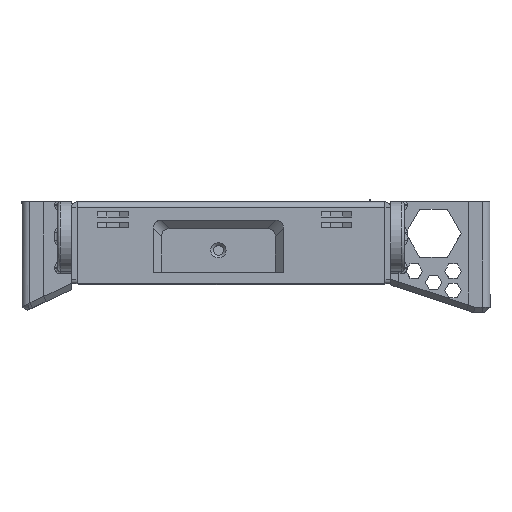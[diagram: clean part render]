
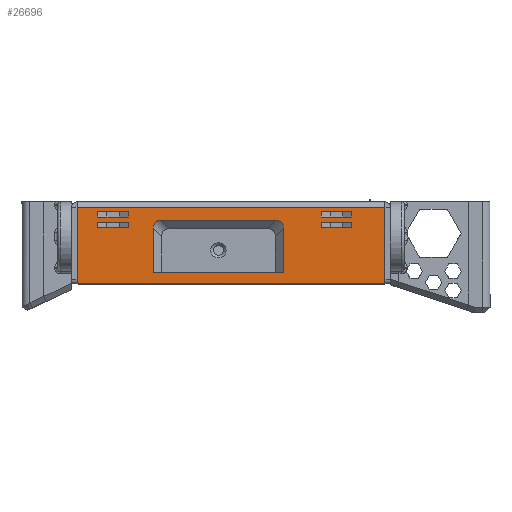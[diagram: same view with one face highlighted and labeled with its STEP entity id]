
A CAD part, front view. The second image highlights one B-rep face of the part: STEP entity #26696.
In plain terms, the highlighted face is planar.
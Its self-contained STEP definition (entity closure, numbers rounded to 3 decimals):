
#40=ELLIPSE('',#29030,6.928,4.);
#41=ELLIPSE('',#29031,6.928,4.);
#2563=FACE_BOUND('',#5188,.T.);
#2564=FACE_BOUND('',#5189,.T.);
#2565=FACE_BOUND('',#5190,.T.);
#2566=FACE_BOUND('',#5191,.T.);
#2567=FACE_BOUND('',#5192,.T.);
#3529=FACE_OUTER_BOUND('',#5187,.T.);
#5187=EDGE_LOOP('',(#22006,#22007,#22008,#22009));
#5188=EDGE_LOOP('',(#22010,#22011,#22012,#22013));
#5189=EDGE_LOOP('',(#22014,#22015,#22016,#22017));
#5190=EDGE_LOOP('',(#22018,#22019,#22020,#22021));
#5191=EDGE_LOOP('',(#22022,#22023,#22024,#22025));
#5192=EDGE_LOOP('',(#22026,#22027,#22028,#22029,#22030,#22031));
#7403=LINE('',#55390,#9843);
#7404=LINE('',#55393,#9844);
#7405=LINE('',#55397,#9845);
#7410=LINE('',#55407,#9850);
#7412=LINE('',#55412,#9852);
#7413=LINE('',#55414,#9853);
#7414=LINE('',#55416,#9854);
#7415=LINE('',#55417,#9855);
#7416=LINE('',#55420,#9856);
#7417=LINE('',#55422,#9857);
#7418=LINE('',#55424,#9858);
#7419=LINE('',#55425,#9859);
#7420=LINE('',#55428,#9860);
#7421=LINE('',#55430,#9861);
#7422=LINE('',#55432,#9862);
#7423=LINE('',#55433,#9863);
#7424=LINE('',#55436,#9864);
#7425=LINE('',#55438,#9865);
#7426=LINE('',#55440,#9866);
#7427=LINE('',#55441,#9867);
#7428=LINE('',#55444,#9868);
#7429=LINE('',#55446,#9869);
#7430=LINE('',#55448,#9870);
#7431=LINE('',#55452,#9871);
#9843=VECTOR('',#34620,1.);
#9844=VECTOR('',#34623,1.);
#9845=VECTOR('',#34628,1.);
#9850=VECTOR('',#34639,1.);
#9852=VECTOR('',#34643,1.);
#9853=VECTOR('',#34644,1.);
#9854=VECTOR('',#34645,1.);
#9855=VECTOR('',#34646,1.);
#9856=VECTOR('',#34647,1.);
#9857=VECTOR('',#34648,1.);
#9858=VECTOR('',#34649,1.);
#9859=VECTOR('',#34650,1.);
#9860=VECTOR('',#34651,1.);
#9861=VECTOR('',#34652,1.);
#9862=VECTOR('',#34653,1.);
#9863=VECTOR('',#34654,1.);
#9864=VECTOR('',#34655,1.);
#9865=VECTOR('',#34656,1.);
#9866=VECTOR('',#34657,1.);
#9867=VECTOR('',#34658,1.);
#9868=VECTOR('',#34659,1.);
#9869=VECTOR('',#34660,1.);
#9870=VECTOR('',#34661,1.);
#9871=VECTOR('',#34664,1.);
#12312=VERTEX_POINT('',#55381);
#12315=VERTEX_POINT('',#55388);
#12316=VERTEX_POINT('',#55392);
#12317=VERTEX_POINT('',#55396);
#12320=VERTEX_POINT('',#55410);
#12321=VERTEX_POINT('',#55411);
#12322=VERTEX_POINT('',#55413);
#12323=VERTEX_POINT('',#55415);
#12324=VERTEX_POINT('',#55418);
#12325=VERTEX_POINT('',#55419);
#12326=VERTEX_POINT('',#55421);
#12327=VERTEX_POINT('',#55423);
#12328=VERTEX_POINT('',#55426);
#12329=VERTEX_POINT('',#55427);
#12330=VERTEX_POINT('',#55429);
#12331=VERTEX_POINT('',#55431);
#12332=VERTEX_POINT('',#55434);
#12333=VERTEX_POINT('',#55435);
#12334=VERTEX_POINT('',#55437);
#12335=VERTEX_POINT('',#55439);
#12336=VERTEX_POINT('',#55442);
#12337=VERTEX_POINT('',#55443);
#12338=VERTEX_POINT('',#55445);
#12339=VERTEX_POINT('',#55447);
#12340=VERTEX_POINT('',#55449);
#12341=VERTEX_POINT('',#55451);
#15688=EDGE_CURVE('',#12315,#12312,#7403,.T.);
#15689=EDGE_CURVE('',#12312,#12316,#7404,.T.);
#15691=EDGE_CURVE('',#12317,#12316,#7405,.T.);
#15697=EDGE_CURVE('',#12317,#12315,#7410,.T.);
#15699=EDGE_CURVE('',#12320,#12321,#7412,.T.);
#15700=EDGE_CURVE('',#12320,#12322,#7413,.T.);
#15701=EDGE_CURVE('',#12323,#12322,#7414,.T.);
#15702=EDGE_CURVE('',#12323,#12321,#7415,.T.);
#15703=EDGE_CURVE('',#12324,#12325,#7416,.T.);
#15704=EDGE_CURVE('',#12324,#12326,#7417,.T.);
#15705=EDGE_CURVE('',#12327,#12326,#7418,.T.);
#15706=EDGE_CURVE('',#12327,#12325,#7419,.T.);
#15707=EDGE_CURVE('',#12328,#12329,#7420,.T.);
#15708=EDGE_CURVE('',#12328,#12330,#7421,.T.);
#15709=EDGE_CURVE('',#12331,#12330,#7422,.T.);
#15710=EDGE_CURVE('',#12331,#12329,#7423,.T.);
#15711=EDGE_CURVE('',#12332,#12333,#7424,.T.);
#15712=EDGE_CURVE('',#12332,#12334,#7425,.T.);
#15713=EDGE_CURVE('',#12335,#12334,#7426,.T.);
#15714=EDGE_CURVE('',#12335,#12333,#7427,.T.);
#15715=EDGE_CURVE('',#12336,#12337,#7428,.T.);
#15716=EDGE_CURVE('',#12336,#12338,#7429,.T.);
#15717=EDGE_CURVE('',#12339,#12338,#7430,.T.);
#15718=EDGE_CURVE('',#12339,#12340,#40,.T.);
#15719=EDGE_CURVE('',#12341,#12340,#7431,.T.);
#15720=EDGE_CURVE('',#12341,#12337,#41,.T.);
#22006=ORIENTED_EDGE('',*,*,#15689,.F.);
#22007=ORIENTED_EDGE('',*,*,#15688,.F.);
#22008=ORIENTED_EDGE('',*,*,#15697,.F.);
#22009=ORIENTED_EDGE('',*,*,#15691,.T.);
#22010=ORIENTED_EDGE('',*,*,#15699,.F.);
#22011=ORIENTED_EDGE('',*,*,#15700,.T.);
#22012=ORIENTED_EDGE('',*,*,#15701,.F.);
#22013=ORIENTED_EDGE('',*,*,#15702,.T.);
#22014=ORIENTED_EDGE('',*,*,#15703,.F.);
#22015=ORIENTED_EDGE('',*,*,#15704,.T.);
#22016=ORIENTED_EDGE('',*,*,#15705,.F.);
#22017=ORIENTED_EDGE('',*,*,#15706,.T.);
#22018=ORIENTED_EDGE('',*,*,#15707,.F.);
#22019=ORIENTED_EDGE('',*,*,#15708,.T.);
#22020=ORIENTED_EDGE('',*,*,#15709,.F.);
#22021=ORIENTED_EDGE('',*,*,#15710,.T.);
#22022=ORIENTED_EDGE('',*,*,#15711,.F.);
#22023=ORIENTED_EDGE('',*,*,#15712,.T.);
#22024=ORIENTED_EDGE('',*,*,#15713,.F.);
#22025=ORIENTED_EDGE('',*,*,#15714,.T.);
#22026=ORIENTED_EDGE('',*,*,#15715,.F.);
#22027=ORIENTED_EDGE('',*,*,#15716,.T.);
#22028=ORIENTED_EDGE('',*,*,#15717,.F.);
#22029=ORIENTED_EDGE('',*,*,#15718,.T.);
#22030=ORIENTED_EDGE('',*,*,#15719,.F.);
#22031=ORIENTED_EDGE('',*,*,#15720,.T.);
#25546=PLANE('',#29029);
#26696=ADVANCED_FACE('',(#3529,#2563,#2564,#2565,#2566,#2567),#25546,.T.);
#29029=AXIS2_PLACEMENT_3D('',#55409,#34641,#34642);
#29030=AXIS2_PLACEMENT_3D('',#55450,#34662,#34663);
#29031=AXIS2_PLACEMENT_3D('',#55453,#34665,#34666);
#34620=DIRECTION('',(0.,0.,-1.));
#34623=DIRECTION('',(0.,-1.,0.));
#34628=DIRECTION('',(0.,0.,-1.));
#34639=DIRECTION('',(0.,1.,0.));
#34641=DIRECTION('center_axis',(1.,0.,0.));
#34642=DIRECTION('ref_axis',(0.,0.,-1.));
#34643=DIRECTION('',(0.,-1.,0.));
#34644=DIRECTION('',(0.,0.,-1.));
#34645=DIRECTION('',(0.,1.,0.));
#34646=DIRECTION('',(0.,0.,1.));
#34647=DIRECTION('',(0.,-1.,0.));
#34648=DIRECTION('',(0.,0.,-1.));
#34649=DIRECTION('',(0.,1.,0.));
#34650=DIRECTION('',(0.,0.,1.));
#34651=DIRECTION('',(0.,-1.,0.));
#34652=DIRECTION('',(0.,0.,-1.));
#34653=DIRECTION('',(0.,1.,0.));
#34654=DIRECTION('',(0.,0.,1.));
#34655=DIRECTION('',(0.,-1.,0.));
#34656=DIRECTION('',(0.,0.,-1.));
#34657=DIRECTION('',(0.,1.,0.));
#34658=DIRECTION('',(0.,0.,1.));
#34659=DIRECTION('',(0.,0.,-1.));
#34660=DIRECTION('',(0.,1.,0.));
#34661=DIRECTION('',(0.,0.,1.));
#34662=DIRECTION('center_axis',(-1.,0.,0.));
#34663=DIRECTION('ref_axis',(0.,0.707,-0.707));
#34664=DIRECTION('',(0.,1.,0.));
#34665=DIRECTION('center_axis',(-1.,0.,0.));
#34666=DIRECTION('ref_axis',(0.,-0.707,-0.707));
#55381=CARTESIAN_POINT('',(263.078,285.192,3.6));
#55388=CARTESIAN_POINT('',(263.078,285.192,31.));
#55390=CARTESIAN_POINT('',(263.078,285.192,1.5));
#55392=CARTESIAN_POINT('',(263.078,174.392,3.6));
#55393=CARTESIAN_POINT('',(263.078,-140.208,3.6));
#55396=CARTESIAN_POINT('',(263.078,174.392,31.));
#55397=CARTESIAN_POINT('',(263.078,174.392,1.5));
#55407=CARTESIAN_POINT('',(263.078,-140.208,31.));
#55409=CARTESIAN_POINT('Origin',(263.078,224.064,21.763));
#55410=CARTESIAN_POINT('',(263.078,197.323,7.));
#55411=CARTESIAN_POINT('',(263.078,186.261,7.));
#55412=CARTESIAN_POINT('',(263.078,400.208,7.));
#55413=CARTESIAN_POINT('',(263.078,197.323,5.));
#55414=CARTESIAN_POINT('',(263.078,197.323,21.239));
#55415=CARTESIAN_POINT('',(263.078,186.261,5.));
#55416=CARTESIAN_POINT('',(263.078,400.208,5.));
#55417=CARTESIAN_POINT('',(263.078,186.261,21.239));
#55418=CARTESIAN_POINT('',(263.078,277.823,10.8));
#55419=CARTESIAN_POINT('',(263.078,266.761,10.8));
#55420=CARTESIAN_POINT('',(263.078,480.708,10.8));
#55421=CARTESIAN_POINT('',(263.078,277.823,8.8));
#55422=CARTESIAN_POINT('',(263.078,277.823,21.239));
#55423=CARTESIAN_POINT('',(263.078,266.761,8.8));
#55424=CARTESIAN_POINT('',(263.078,480.708,8.8));
#55425=CARTESIAN_POINT('',(263.078,266.761,21.239));
#55426=CARTESIAN_POINT('',(263.078,277.823,7.));
#55427=CARTESIAN_POINT('',(263.078,266.761,7.));
#55428=CARTESIAN_POINT('',(263.078,480.708,7.));
#55429=CARTESIAN_POINT('',(263.078,277.823,5.));
#55430=CARTESIAN_POINT('',(263.078,277.823,21.239));
#55431=CARTESIAN_POINT('',(263.078,266.761,5.));
#55432=CARTESIAN_POINT('',(263.078,480.708,5.));
#55433=CARTESIAN_POINT('',(263.078,266.761,21.239));
#55434=CARTESIAN_POINT('',(263.078,197.323,10.8));
#55435=CARTESIAN_POINT('',(263.078,186.261,10.8));
#55436=CARTESIAN_POINT('',(263.078,400.208,10.8));
#55437=CARTESIAN_POINT('',(263.078,197.323,8.8));
#55438=CARTESIAN_POINT('',(263.078,197.323,21.239));
#55439=CARTESIAN_POINT('',(263.078,186.261,8.8));
#55440=CARTESIAN_POINT('',(263.078,400.208,8.8));
#55441=CARTESIAN_POINT('',(263.078,186.261,21.239));
#55442=CARTESIAN_POINT('',(263.078,210.828,26.998));
#55443=CARTESIAN_POINT('',(263.078,210.828,11.026));
#55444=CARTESIAN_POINT('',(263.078,210.828,1.5));
#55445=CARTESIAN_POINT('',(263.078,257.828,26.998));
#55446=CARTESIAN_POINT('',(263.078,-140.908,26.998));
#55447=CARTESIAN_POINT('',(263.078,257.828,11.026));
#55448=CARTESIAN_POINT('',(263.078,257.828,1.5));
#55449=CARTESIAN_POINT('',(263.078,254.999,8.198));
#55450=CARTESIAN_POINT('Origin',(263.078,252.171,13.855));
#55451=CARTESIAN_POINT('',(263.078,213.656,8.198));
#55452=CARTESIAN_POINT('',(263.078,-140.908,8.198));
#55453=CARTESIAN_POINT('Origin',(263.078,216.484,13.855));
